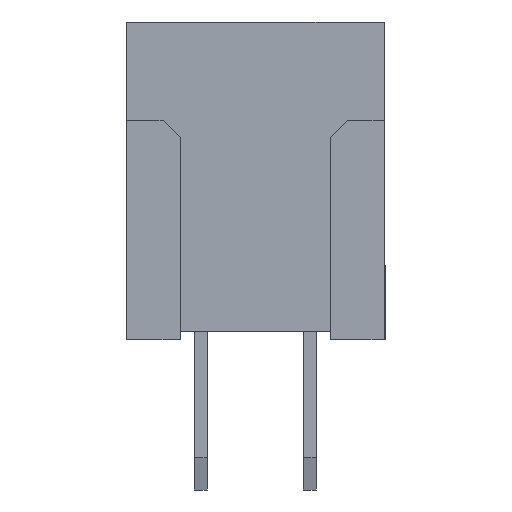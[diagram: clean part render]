
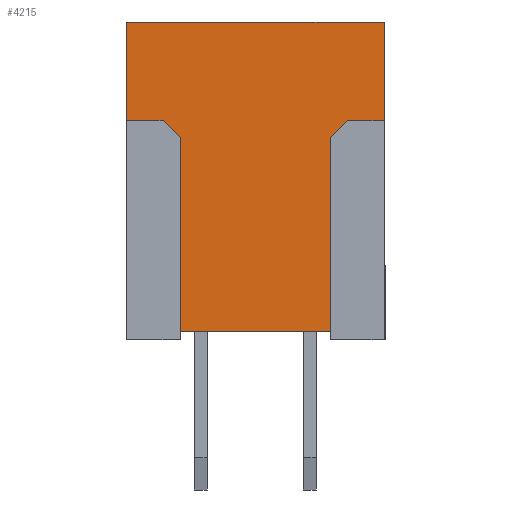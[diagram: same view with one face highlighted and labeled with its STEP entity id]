
A CAD part, left-side view. The second image highlights one B-rep face of the part: STEP entity #4215.
In plain terms, the highlighted planar face has unit normal (-1, 0, 0).
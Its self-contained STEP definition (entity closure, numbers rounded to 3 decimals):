
#4215=ADVANCED_FACE('',(#8090),#8092,.T.);
#8090=FACE_BOUND('',#8091,.T.);
#8091=EDGE_LOOP('',(#11134,#11135,#11136,#11137,#11138,#11139,#11140,#11141,#11142,
#11143));
#8092=PLANE('',#8093);
#8093=AXIS2_PLACEMENT_3D('',#8094,#8095,#8096);
#8094=CARTESIAN_POINT('',(-12.8,-3.,0.2));
#8095=DIRECTION('',(-1.,0.,0.));
#8096=DIRECTION('',(0.,0.,1.));
#11134=ORIENTED_EDGE('',*,*,#12847,.T.);
#11135=ORIENTED_EDGE('',*,*,#12848,.T.);
#11136=ORIENTED_EDGE('',*,*,#12849,.T.);
#11137=ORIENTED_EDGE('',*,*,#12824,.T.);
#11138=ORIENTED_EDGE('',*,*,#12850,.T.);
#11139=ORIENTED_EDGE('',*,*,#12812,.F.);
#11140=ORIENTED_EDGE('',*,*,#12846,.T.);
#11141=ORIENTED_EDGE('',*,*,#12851,.T.);
#11142=ORIENTED_EDGE('',*,*,#12852,.T.);
#11143=ORIENTED_EDGE('',*,*,#12853,.F.);
#12812=EDGE_CURVE('',#15067,#15069,#15070,.T.);
#12824=EDGE_CURVE('',#15091,#15089,#15092,.T.);
#12846=EDGE_CURVE('',#15067,#15124,#15126,.F.);
#12847=EDGE_CURVE('',#15127,#15128,#15129,.F.);
#12848=EDGE_CURVE('',#15128,#15130,#15131,.F.);
#12849=EDGE_CURVE('',#15130,#15091,#15132,.F.);
#12850=EDGE_CURVE('',#15089,#15069,#15133,.T.);
#12851=EDGE_CURVE('',#15124,#15134,#15135,.F.);
#12852=EDGE_CURVE('',#15134,#15136,#15137,.F.);
#12853=EDGE_CURVE('',#15127,#15136,#15138,.T.);
#15067=VERTEX_POINT('',#19959);
#15069=VERTEX_POINT('',#19963);
#15070=LINE('',#19964,#19965);
#15089=VERTEX_POINT('',#20005);
#15091=VERTEX_POINT('',#20009);
#15092=LINE('',#20010,#20011);
#15124=VERTEX_POINT('',#20085);
#15126=LINE('',#20089,#20090);
#15127=VERTEX_POINT('',#20092);
#15128=VERTEX_POINT('',#20093);
#15129=LINE('',#20094,#20095);
#15130=VERTEX_POINT('',#20097);
#15131=LINE('',#20098,#20099);
#15132=LINE('',#20101,#20102);
#15133=LINE('',#20104,#20105);
#15134=VERTEX_POINT('',#20107);
#15135=LINE('',#20108,#20109);
#15136=VERTEX_POINT('',#20111);
#15137=LINE('',#20112,#20113);
#15138=LINE('',#20115,#20116);
#19959=CARTESIAN_POINT('',(-12.8,3.,5.1));
#19963=CARTESIAN_POINT('',(-12.8,3.,7.4));
#19964=CARTESIAN_POINT('',(-12.8,3.,5.1));
#19965=VECTOR('',#19966,1.);
#19966=DIRECTION('',(0.,0.,1.));
#20005=CARTESIAN_POINT('',(-12.8,-3.,7.4));
#20009=CARTESIAN_POINT('',(-12.8,-3.,5.1));
#20010=CARTESIAN_POINT('',(-12.8,-3.,5.1));
#20011=VECTOR('',#20012,1.);
#20012=DIRECTION('',(0.,0.,1.));
#20085=CARTESIAN_POINT('',(-12.8,2.15,5.1));
#20089=CARTESIAN_POINT('',(-12.8,2.15,5.1));
#20090=VECTOR('',#20091,1.);
#20091=DIRECTION('',(0.,1.,0.));
#20092=CARTESIAN_POINT('',(-12.8,-1.75,0.2));
#20093=CARTESIAN_POINT('',(-12.8,-1.75,4.7));
#20094=CARTESIAN_POINT('',(-12.8,-1.75,4.7));
#20095=VECTOR('',#20096,1.);
#20096=DIRECTION('',(0.,0.,-1.));
#20097=CARTESIAN_POINT('',(-12.8,-2.15,5.1));
#20098=CARTESIAN_POINT('',(-12.8,-2.15,5.1));
#20099=VECTOR('',#20100,1.);
#20100=DIRECTION('',(0.,0.707,-0.707));
#20101=CARTESIAN_POINT('',(-12.8,-3.,5.1));
#20102=VECTOR('',#20103,1.);
#20103=DIRECTION('',(0.,1.,0.));
#20104=CARTESIAN_POINT('',(-12.8,-3.,7.4));
#20105=VECTOR('',#20106,1.);
#20106=DIRECTION('',(0.,1.,0.));
#20107=CARTESIAN_POINT('',(-12.8,1.75,4.7));
#20108=CARTESIAN_POINT('',(-12.8,1.75,4.7));
#20109=VECTOR('',#20110,1.);
#20110=DIRECTION('',(0.,0.707,0.707));
#20111=CARTESIAN_POINT('',(-12.8,1.75,0.2));
#20112=CARTESIAN_POINT('',(-12.8,1.75,0.2));
#20113=VECTOR('',#20114,1.);
#20114=DIRECTION('',(0.,0.,1.));
#20115=CARTESIAN_POINT('',(-12.8,-1.75,0.2));
#20116=VECTOR('',#20117,1.);
#20117=DIRECTION('',(0.,1.,0.));
